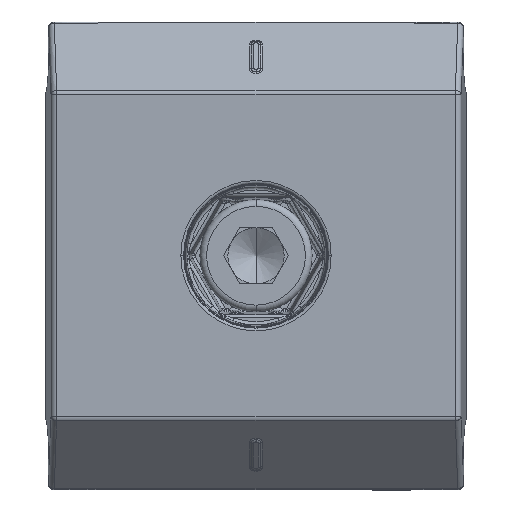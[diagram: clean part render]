
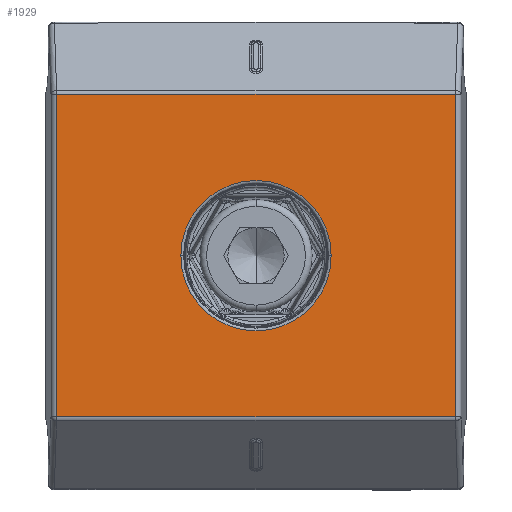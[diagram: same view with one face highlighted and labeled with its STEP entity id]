
A CAD part, top view. The second image highlights one B-rep face of the part: STEP entity #1929.
In plain terms, the highlighted planar face has unit normal (0, 0, 1).
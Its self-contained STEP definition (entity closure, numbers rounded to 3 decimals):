
#1707 = DIRECTION ( 'NONE',  ( 1., 0., 0. ) ) ;
#1870 = DIRECTION ( 'NONE',  ( -1., 0., 0. ) ) ;
#1929 = ADVANCED_FACE ( 'NONE', ( #4949, #10475 ), #12640, .T. ) ;
#1985 = LINE ( 'NONE', #13038, #18576 ) ;
#3351 = CARTESIAN_POINT ( 'NONE',  ( 17.764, 14.576, 14.4 ) ) ;
#3593 = ORIENTED_EDGE ( 'NONE', *, *, #6705, .T. ) ;
#4255 = EDGE_CURVE ( 'NONE', #5171, #21551, #19538, .T. ) ;
#4268 = ORIENTED_EDGE ( 'NONE', *, *, #6073, .T. ) ;
#4949 = FACE_BOUND ( 'NONE', #18772, .T. ) ;
#5171 = VERTEX_POINT ( 'NONE', #12040 ) ;
#5707 = CARTESIAN_POINT ( 'NONE',  ( 0., 0., 14.4 ) ) ;
#5885 = CARTESIAN_POINT ( 'NONE',  ( -17.764, 0., 14.4 ) ) ;
#5917 = DIRECTION ( 'NONE',  ( 0., 0., -1. ) ) ;
#5954 = DIRECTION ( 'NONE',  ( 1., 0., 0. ) ) ;
#6026 = EDGE_LOOP ( 'NONE', ( #6948, #22877, #16372, #15736 ) ) ;
#6073 = EDGE_CURVE ( 'NONE', #13564, #21628, #16267, .T. ) ;
#6369 = EDGE_CURVE ( 'NONE', #5171, #19014, #1985, .T. ) ;
#6705 = EDGE_CURVE ( 'NONE', #21628, #13564, #12903, .T. ) ;
#6948 = ORIENTED_EDGE ( 'NONE', *, *, #18676, .T. ) ;
#7992 = CARTESIAN_POINT ( 'NONE',  ( -17.764, 14.369, 14.4 ) ) ;
#8200 = VECTOR ( 'NONE', #21727, 1000. ) ;
#8203 = DIRECTION ( 'NONE',  ( -1., 0., 0. ) ) ;
#9017 = EDGE_CURVE ( 'NONE', #21551, #20096, #10229, .T. ) ;
#9720 = LINE ( 'NONE', #5885, #22294 ) ;
#10229 = LINE ( 'NONE', #22952, #21296 ) ;
#10475 = FACE_OUTER_BOUND ( 'NONE', #6026, .T. ) ;
#11185 = CARTESIAN_POINT ( 'NONE',  ( 0., 0., 14.4 ) ) ;
#11520 = DIRECTION ( 'NONE',  ( 0., -1., 0. ) ) ;
#11791 = CARTESIAN_POINT ( 'NONE',  ( 17.764, 14.369, 14.4 ) ) ;
#12040 = CARTESIAN_POINT ( 'NONE',  ( 17.764, -14.369, 14.4 ) ) ;
#12075 = AXIS2_PLACEMENT_3D ( 'NONE', #5707, #16845, #5954 ) ;
#12640 = PLANE ( 'NONE',  #23365 ) ;
#12903 = CIRCLE ( 'NONE', #15938, 6.697 ) ;
#13038 = CARTESIAN_POINT ( 'NONE',  ( -18.247, -14.369, 14.4 ) ) ;
#13564 = VERTEX_POINT ( 'NONE', #19320 ) ;
#13618 = CARTESIAN_POINT ( 'NONE',  ( -17.764, -14.369, 14.4 ) ) ;
#14281 = CARTESIAN_POINT ( 'NONE',  ( 6.697, 0., 14.4 ) ) ;
#15736 = ORIENTED_EDGE ( 'NONE', *, *, #9017, .T. ) ;
#15938 = AXIS2_PLACEMENT_3D ( 'NONE', #11185, #5917, #16693 ) ;
#16267 = CIRCLE ( 'NONE', #12075, 6.697 ) ;
#16372 = ORIENTED_EDGE ( 'NONE', *, *, #4255, .T. ) ;
#16693 = DIRECTION ( 'NONE',  ( 1., 0., 0. ) ) ;
#16845 = DIRECTION ( 'NONE',  ( 0., 0., -1. ) ) ;
#18138 = DIRECTION ( 'NONE',  ( 0., 0., 1. ) ) ;
#18576 = VECTOR ( 'NONE', #1870, 1000. ) ;
#18676 = EDGE_CURVE ( 'NONE', #20096, #19014, #9720, .T. ) ;
#18772 = EDGE_LOOP ( 'NONE', ( #3593, #4268 ) ) ;
#19014 = VERTEX_POINT ( 'NONE', #13618 ) ;
#19320 = CARTESIAN_POINT ( 'NONE',  ( -6.697, 0., 14.4 ) ) ;
#19538 = LINE ( 'NONE', #3351, #8200 ) ;
#19943 = CARTESIAN_POINT ( 'NONE',  ( 0., 0., 14.4 ) ) ;
#20096 = VERTEX_POINT ( 'NONE', #7992 ) ;
#21296 = VECTOR ( 'NONE', #8203, 1000. ) ;
#21551 = VERTEX_POINT ( 'NONE', #11791 ) ;
#21628 = VERTEX_POINT ( 'NONE', #14281 ) ;
#21727 = DIRECTION ( 'NONE',  ( 0., 1., 0. ) ) ;
#22294 = VECTOR ( 'NONE', #11520, 1000. ) ;
#22877 = ORIENTED_EDGE ( 'NONE', *, *, #6369, .F. ) ;
#22952 = CARTESIAN_POINT ( 'NONE',  ( -18.247, 14.369, 14.4 ) ) ;
#23365 = AXIS2_PLACEMENT_3D ( 'NONE', #19943, #18138, #1707 ) ;
